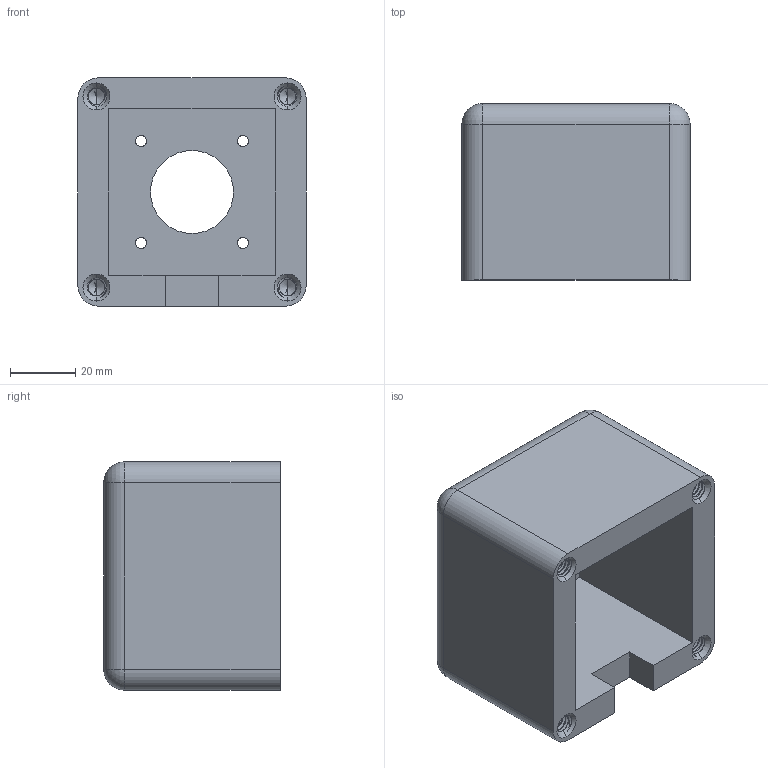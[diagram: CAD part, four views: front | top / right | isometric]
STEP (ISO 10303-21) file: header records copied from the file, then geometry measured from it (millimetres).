
FILE_DESCRIPTION (( 'STEP AP214' ), '1' );
FILE_NAME ('Base Motor Mount.STEP', '2024-09-13T19:00:30', ( '' ), ( '' ), 'SwSTEP 2.0', 'SolidWorks 2024', '' );
FILE_SCHEMA (( 'AUTOMOTIVE_DESIGN' ));
Length unit declared in the file: inch
Products named in the file (1): Base Motor Mount
Bounding box: 69.85 x 53.98 x 69.85 mm (x, y, z)
Volume: 126309.6 mm3; surface area: 35080.5 mm2
Topology: 1 solids, 1 shells, 200 faces, 558 edges, 356 vertices
Faces by surface type: cylinder 142, plane 22, cone 16, bspline 16, sphere 4
Entity records: 28621 total; most frequent: CARTESIAN_POINT 24209, ORIENTED_EDGE 1092, DIRECTION 712, EDGE_CURVE 546, VERTEX_POINT 356, AXIS2_PLACEMENT_3D 261, EDGE_LOOP 218, ADVANCED_FACE 200
